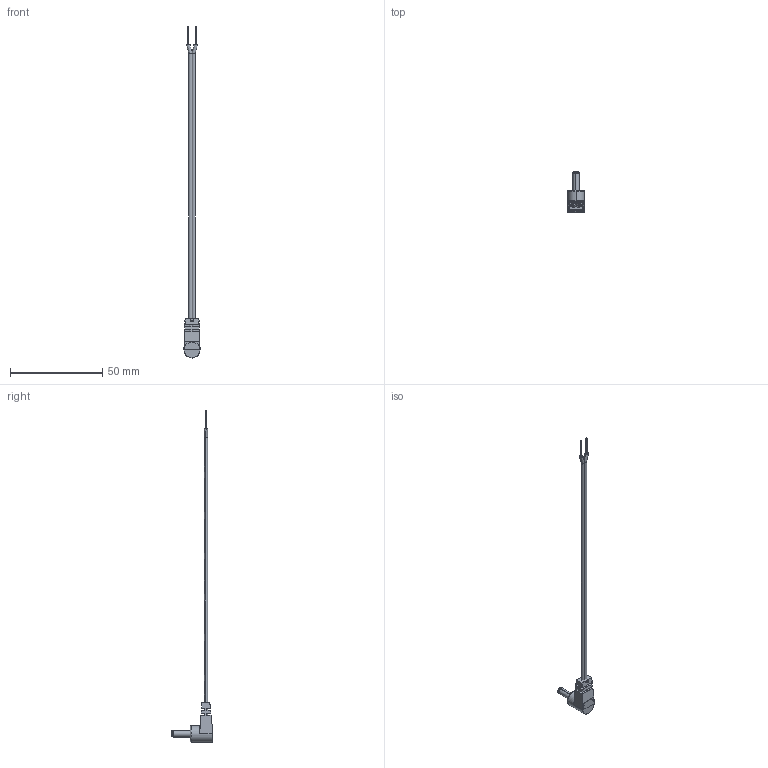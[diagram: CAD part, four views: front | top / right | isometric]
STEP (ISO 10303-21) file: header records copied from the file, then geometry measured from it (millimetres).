
FILE_DESCRIPTION (( 'STEP AP203' ), '1' );
FILE_NAME ('053-0196R.step', '2016-09-15T23:10:13', ( '' ), ( '' ), 'SwSTEP 2.0', 'SolidWorks 2015', '' );
FILE_SCHEMA (( 'CONFIG_CONTROL_DESIGN' ));
Length unit declared in the file: millimetre
Products named in the file (8): 053-0196R; 30-00003_stripped and tinned; 50-00112; 50-00112 contact; 50-00112 insulator; 24-00049_default; 50-00112 contact pin; 50-00112 shell
Assembly tree (7 placements, depth 3):
  053-0196R
    30-00003_stripped and tinned
    24-00049_default
    50-00112
      50-00112 contact
      50-00112 contact pin
      50-00112 insulator
      50-00112 shell
Bounding box: 8.75 x 22 x 179.5 mm (x, y, z)
Volume: 2463.1 mm3; surface area: 7563.3 mm2
Topology: 63 solids, 63 shells, 567 faces, 1202 edges, 771 vertices
Faces by surface type: cylinder 250, plane 238, bspline 41, sphere 20, cone 10, torus 8
Entity records: 17752 total; most frequent: CARTESIAN_POINT 4670, DIRECTION 2650, ORIENTED_EDGE 2368, EDGE_CURVE 1184, AXIS2_PLACEMENT_3D 1043, VERTEX_POINT 763, EDGE_LOOP 637, FACE_OUTER_BOUND 567
